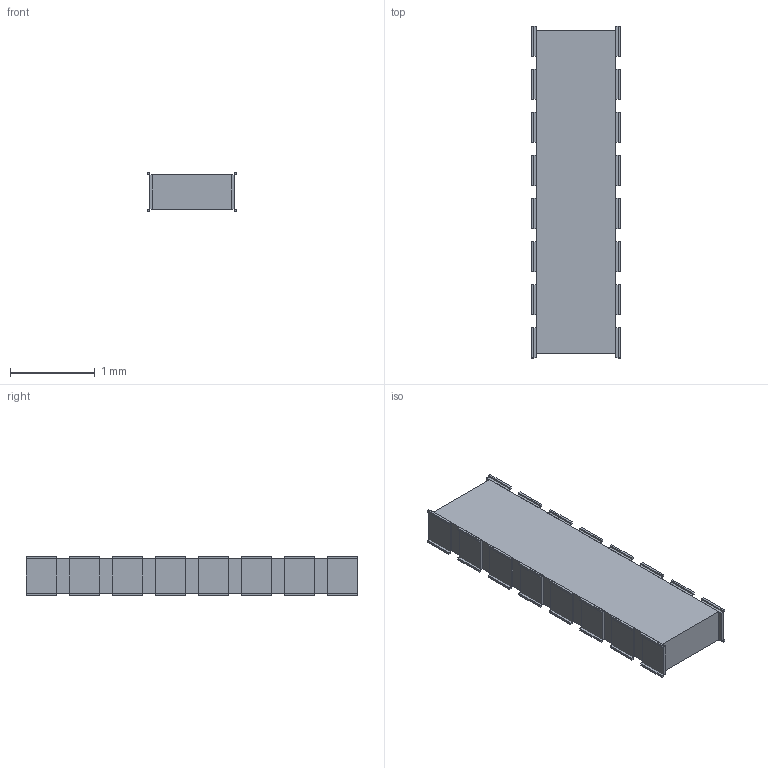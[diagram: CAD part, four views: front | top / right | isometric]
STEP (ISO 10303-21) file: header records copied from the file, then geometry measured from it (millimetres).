
FILE_DESCRIPTION(('STEP AP214'),'1');
FILE_NAME('EXB2HV-M','2019-01-29T02:38:07',(''),(''),'','','');
FILE_SCHEMA(('AUTOMOTIVE_DESIGN'));
Length unit declared in the file: millimetre
Products named in the file (1): product
Bounding box: 1.04 x 3.91 x 0.46 mm (x, y, z)
Surface area: 17.5 mm2 (no closed solid volume)
Topology: 0 solids, 230 shells, 230 faces, 920 edges, 856 vertices
Faces by surface type: plane 230
Entity records: 8681 total; most frequent: CARTESIAN_POINT 1751, VERTEX_POINT 1584, DIRECTION 1126, ORIENTED_EDGE 792, EDGE_CURVE 792, LINE 792, VECTOR 792, AXIS2_PLACEMENT_3D 167
